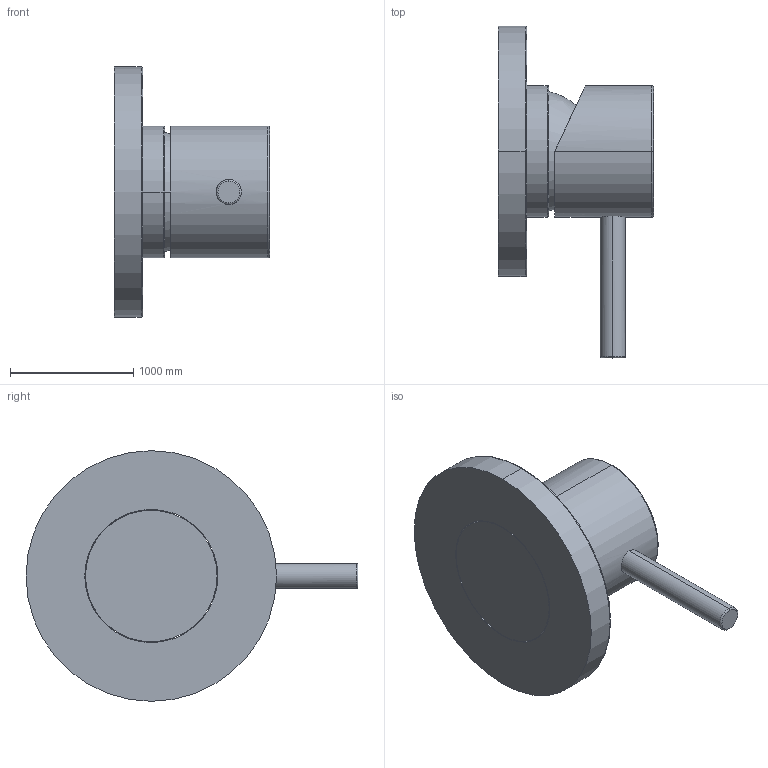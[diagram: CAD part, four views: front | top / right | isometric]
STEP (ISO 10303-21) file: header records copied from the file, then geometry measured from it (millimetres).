
FILE_DESCRIPTION((''),'2;1');
FILE_NAME('227','2018-07-29T',('MQ'),(''),'PRO/ENGINEER BY PARAMETRIC TECHNOLOGY CORPORATION, 2012130','PRO/ENGINEER BY PARAMETRIC TECHNOLOGY CORPORATION, 2012130','');
FILE_SCHEMA(('CONFIG_CONTROL_DESIGN'));
Length unit declared in the file: inch
Products named in the file (1): 227
Bounding box: 1257.3 x 2692.4 x 2032 mm (x, y, z)
Volume: 1662320003.1 mm3; surface area: 13914072.3 mm2
Topology: 2 solids, 2 shells, 28 faces, 56 edges, 34 vertices
Faces by surface type: cylinder 10, plane 8, torus 8, bspline 2
Entity records: 888 total; most frequent: CARTESIAN_POINT 243, DIRECTION 142, ORIENTED_EDGE 112, AXIS2_PLACEMENT_3D 65, EDGE_CURVE 56, CIRCLE 39, VERTEX_POINT 34, EDGE_LOOP 32
